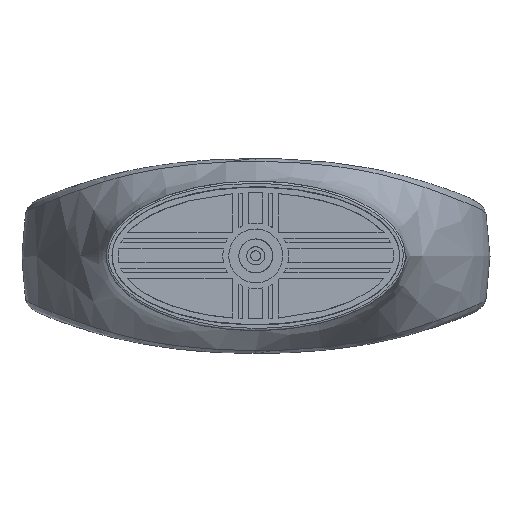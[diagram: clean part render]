
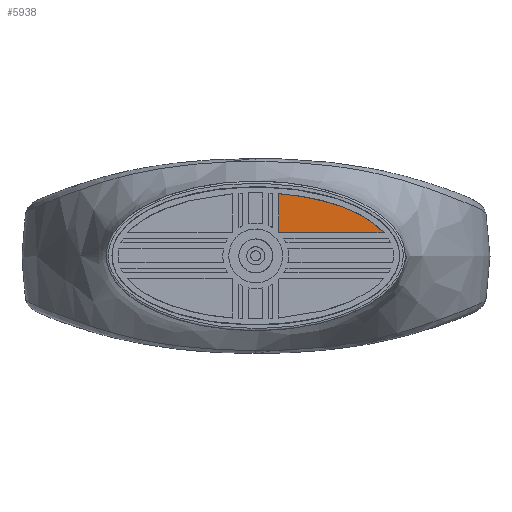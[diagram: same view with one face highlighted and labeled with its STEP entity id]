
A CAD part, top view. The second image highlights one B-rep face of the part: STEP entity #5938.
In plain terms, the highlighted free-form (B-spline) face has degree [1, 1] with [2, 2] control points.
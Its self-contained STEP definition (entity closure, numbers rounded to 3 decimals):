
#3806 = VERTEX_POINT('',#3807);
#3807 = CARTESIAN_POINT('',(15.105,2.699,0.));
#3816 = EDGE_CURVE('',#3806,#3817,#3819,.T.);
#3817 = VERTEX_POINT('',#3818);
#3818 = CARTESIAN_POINT('',(2.699,7.327,0.));
#3819 = B_SPLINE_CURVE_WITH_KNOTS('',3,(#3820,#3821,#3822,#3823,#3824),
  .UNSPECIFIED.,.F.,.F.,(4,1,4),(-2.758,-2.174,
    -1.736),.UNSPECIFIED.);
#3820 = CARTESIAN_POINT('',(15.105,2.699,0.));
#3821 = CARTESIAN_POINT('',(13.96,4.027,0.));
#3822 = CARTESIAN_POINT('',(10.368,6.145,0.));
#3823 = CARTESIAN_POINT('',(5.06,7.144,0.));
#3824 = CARTESIAN_POINT('',(2.699,7.327,0.));
#4609 = VERTEX_POINT('',#4610);
#4610 = CARTESIAN_POINT('',(2.699,2.777,0.));
#4615 = EDGE_CURVE('',#3817,#4609,#4616,.T.);
#4616 = B_SPLINE_CURVE_WITH_KNOTS('',1,(#4617,#4618),.UNSPECIFIED.,.F.,
  .F.,(2,2),(-6.511,-1.585),.PIECEWISE_BEZIER_KNOTS.);
#4617 = CARTESIAN_POINT('',(2.699,7.327,0.));
#4618 = CARTESIAN_POINT('',(2.699,2.777,0.));
#5076 = EDGE_CURVE('',#4609,#5077,#5079,.T.);
#5077 = VERTEX_POINT('',#5078);
#5078 = CARTESIAN_POINT('',(2.777,2.699,0.));
#5079 = ( BOUNDED_CURVE() B_SPLINE_CURVE(2,(#5080,#5081,#5082),
.UNSPECIFIED.,.F.,.F.) B_SPLINE_CURVE_WITH_KNOTS((3,3),(2.342,
2.37),.PIECEWISE_BEZIER_KNOTS.) CURVE() 
GEOMETRIC_REPRESENTATION_ITEM() RATIONAL_B_SPLINE_CURVE((1.,
1.,1.)) REPRESENTATION_ITEM('') );
#5080 = CARTESIAN_POINT('',(2.699,2.777,0.));
#5081 = CARTESIAN_POINT('',(2.738,2.738,0.));
#5082 = CARTESIAN_POINT('',(2.777,2.699,0.));
#5566 = EDGE_CURVE('',#5077,#3806,#5567,.T.);
#5567 = B_SPLINE_CURVE_WITH_KNOTS('',1,(#5568,#5569),.UNSPECIFIED.,.F.,
  .F.,(2,2),(1.585,14.93),.PIECEWISE_BEZIER_KNOTS.);
#5568 = CARTESIAN_POINT('',(2.777,2.699,0.));
#5569 = CARTESIAN_POINT('',(15.105,2.699,0.));
#5938 = ADVANCED_FACE('',(#5939),#5945,.F.);
#5939 = FACE_BOUND('',#5940,.T.);
#5940 = EDGE_LOOP('',(#5941,#5942,#5943,#5944));
#5941 = ORIENTED_EDGE('',*,*,#3816,.T.);
#5942 = ORIENTED_EDGE('',*,*,#4615,.T.);
#5943 = ORIENTED_EDGE('',*,*,#5076,.T.);
#5944 = ORIENTED_EDGE('',*,*,#5566,.T.);
#5945 = B_SPLINE_SURFACE_WITH_KNOTS('',1,1,(
    (#5946,#5947)
    ,(#5948,#5949
    )),.UNSPECIFIED.,.F.,.F.,.F.,(2,2),(2,2),(-16.35,
    -2.921),(2.921,7.931),
  .PIECEWISE_BEZIER_KNOTS.);
#5946 = CARTESIAN_POINT('',(15.105,2.699,0.));
#5947 = CARTESIAN_POINT('',(15.105,7.327,0.));
#5948 = CARTESIAN_POINT('',(2.699,2.699,0.));
#5949 = CARTESIAN_POINT('',(2.699,7.327,0.));
